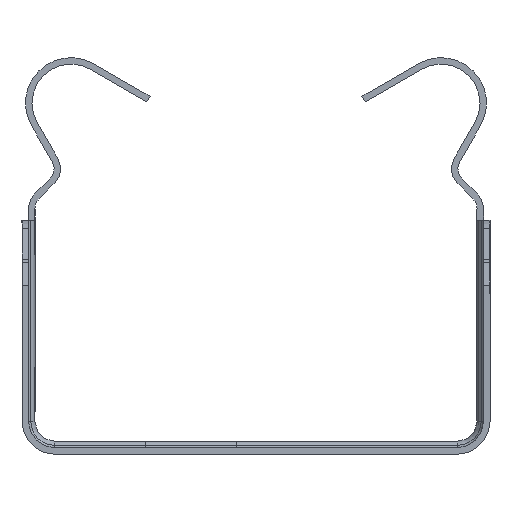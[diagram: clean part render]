
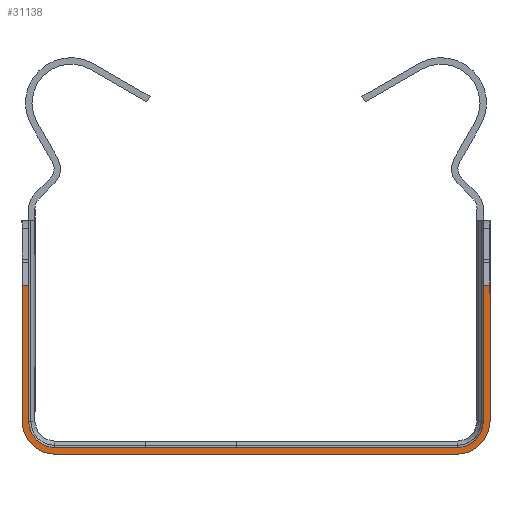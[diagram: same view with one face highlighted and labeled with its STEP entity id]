
A CAD part, front view. The second image highlights one B-rep face of the part: STEP entity #31138.
In plain terms, the highlighted planar face has unit normal (0, -1, 0).
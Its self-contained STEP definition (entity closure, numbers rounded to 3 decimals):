
#1186=PLANE('',#34200);
#2712=FACE_OUTER_BOUND('',#4642,.T.);
#4642=EDGE_LOOP('',(#28781,#28782,#28783,#28784,#28785,#28786,#28787,#28788,
#28789,#28790,#28791,#28792));
#7574=LINE('',#52127,#10600);
#7589=LINE('',#52176,#10615);
#7593=LINE('',#52188,#10619);
#7664=LINE('',#52378,#10690);
#7667=LINE('',#52384,#10693);
#7669=LINE('',#52393,#10695);
#7670=LINE('',#52397,#10696);
#7671=LINE('',#52400,#10697);
#10600=VECTOR('',#43038,10.);
#10615=VECTOR('',#43077,10.);
#10619=VECTOR('',#43089,10.);
#10690=VECTOR('',#43284,10.);
#10693=VECTOR('',#43289,10.);
#10695=VECTOR('',#43301,10.);
#10696=VECTOR('',#43304,10.);
#10697=VECTOR('',#43307,10.);
#12188=CIRCLE('',#34127,2.5);
#12189=CIRCLE('',#34130,2.5);
#12217=CIRCLE('',#34201,2.);
#12218=CIRCLE('',#34202,2.);
#15143=VERTEX_POINT('',#52124);
#15144=VERTEX_POINT('',#52126);
#15165=VERTEX_POINT('',#52170);
#15166=VERTEX_POINT('',#52174);
#15167=VERTEX_POINT('',#52178);
#15170=VERTEX_POINT('',#52186);
#15227=VERTEX_POINT('',#52376);
#15229=VERTEX_POINT('',#52381);
#15231=VERTEX_POINT('',#52392);
#15232=VERTEX_POINT('',#52394);
#15233=VERTEX_POINT('',#52396);
#15234=VERTEX_POINT('',#52398);
#19634=EDGE_CURVE('',#15144,#15143,#7574,.T.);
#19657=EDGE_CURVE('',#15143,#15165,#12188,.T.);
#19659=EDGE_CURVE('',#15165,#15166,#7589,.T.);
#19661=EDGE_CURVE('',#15166,#15167,#12189,.T.);
#19665=EDGE_CURVE('',#15167,#15170,#7593,.T.);
#19760=EDGE_CURVE('',#15170,#15227,#7664,.T.);
#19763=EDGE_CURVE('',#15229,#15144,#7667,.T.);
#19767=EDGE_CURVE('',#15227,#15231,#7669,.T.);
#19768=EDGE_CURVE('',#15231,#15232,#12217,.T.);
#19769=EDGE_CURVE('',#15232,#15233,#7670,.T.);
#19770=EDGE_CURVE('',#15233,#15234,#12218,.T.);
#19771=EDGE_CURVE('',#15234,#15229,#7671,.T.);
#28781=ORIENTED_EDGE('',*,*,#19763,.T.);
#28782=ORIENTED_EDGE('',*,*,#19634,.T.);
#28783=ORIENTED_EDGE('',*,*,#19657,.T.);
#28784=ORIENTED_EDGE('',*,*,#19659,.T.);
#28785=ORIENTED_EDGE('',*,*,#19661,.T.);
#28786=ORIENTED_EDGE('',*,*,#19665,.T.);
#28787=ORIENTED_EDGE('',*,*,#19760,.T.);
#28788=ORIENTED_EDGE('',*,*,#19767,.T.);
#28789=ORIENTED_EDGE('',*,*,#19768,.T.);
#28790=ORIENTED_EDGE('',*,*,#19769,.T.);
#28791=ORIENTED_EDGE('',*,*,#19770,.T.);
#28792=ORIENTED_EDGE('',*,*,#19771,.T.);
#31138=ADVANCED_FACE('',(#2712),#1186,.T.);
#34127=AXIS2_PLACEMENT_3D('',#52172,#43072,#43073);
#34130=AXIS2_PLACEMENT_3D('',#52180,#43081,#43082);
#34200=AXIS2_PLACEMENT_3D('',#52391,#43299,#43300);
#34201=AXIS2_PLACEMENT_3D('',#52395,#43302,#43303);
#34202=AXIS2_PLACEMENT_3D('',#52399,#43305,#43306);
#43038=DIRECTION('',(0.,0.,-1.));
#43072=DIRECTION('center_axis',(0.,-1.,0.));
#43073=DIRECTION('ref_axis',(-1.,0.,0.));
#43077=DIRECTION('',(1.,0.,0.));
#43081=DIRECTION('center_axis',(0.,-1.,0.));
#43082=DIRECTION('ref_axis',(0.,0.,
-1.));
#43089=DIRECTION('',(0.,0.,1.));
#43284=DIRECTION('',(-1.,0.,0.));
#43289=DIRECTION('',(-1.,0.,0.));
#43299=DIRECTION('center_axis',(0.,-1.,0.));
#43300=DIRECTION('ref_axis',(0.,0.,-1.));
#43301=DIRECTION('',(0.,0.,-1.));
#43302=DIRECTION('center_axis',(0.,1.,0.));
#43303=DIRECTION('ref_axis',(0.,0.,
1.));
#43304=DIRECTION('',(-1.,0.,0.));
#43305=DIRECTION('center_axis',(0.,1.,0.));
#43306=DIRECTION('ref_axis',(1.,0.,0.));
#43307=DIRECTION('',(0.,0.,1.));
#52124=CARTESIAN_POINT('',(-18.,-36.,2.));
#52126=CARTESIAN_POINT('',(-18.,-36.,12.5));
#52127=CARTESIAN_POINT('',(-18.,-36.,18.387));
#52170=CARTESIAN_POINT('',(-15.5,-36.,-0.5));
#52172=CARTESIAN_POINT('Origin',(-15.5,-36.,2.));
#52174=CARTESIAN_POINT('',(15.5,-36.,-0.5));
#52176=CARTESIAN_POINT('',(-15.5,-36.,-0.5));
#52178=CARTESIAN_POINT('',(18.,-36.,2.));
#52180=CARTESIAN_POINT('Origin',(15.5,-36.,2.));
#52186=CARTESIAN_POINT('',(18.,-36.,12.5));
#52188=CARTESIAN_POINT('',(18.,-36.,2.));
#52376=CARTESIAN_POINT('',(17.5,-36.,12.5));
#52378=CARTESIAN_POINT('',(8.75,-36.,12.5));
#52381=CARTESIAN_POINT('',(-17.5,-36.,12.5));
#52384=CARTESIAN_POINT('',(8.75,-36.,12.5));
#52391=CARTESIAN_POINT('Origin',(0.,-36.,8.5));
#52392=CARTESIAN_POINT('',(17.5,-36.,2.));
#52393=CARTESIAN_POINT('',(17.5,-36.,18.387));
#52394=CARTESIAN_POINT('',(15.5,-36.,0.));
#52395=CARTESIAN_POINT('Origin',(15.5,-36.,2.));
#52396=CARTESIAN_POINT('',(-15.5,-36.,0.));
#52397=CARTESIAN_POINT('',(15.5,-36.,0.));
#52398=CARTESIAN_POINT('',(-17.5,-36.,2.));
#52399=CARTESIAN_POINT('Origin',(-15.5,-36.,2.));
#52400=CARTESIAN_POINT('',(-17.5,-36.,2.));
